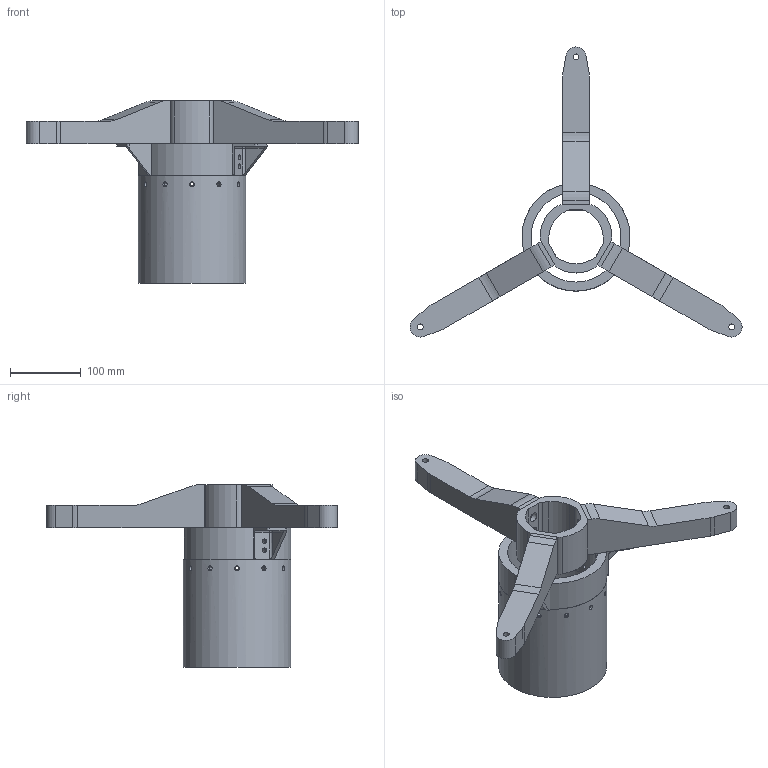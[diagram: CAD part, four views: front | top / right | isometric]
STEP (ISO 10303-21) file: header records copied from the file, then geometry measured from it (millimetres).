
FILE_DESCRIPTION(/* description */ (''),/* implementation_level */ '2;1');
FILE_NAME(/* name */ 'R102 TOP STR FEA EXPORT.stp',/* time_stamp */ '2025-09-29T14:14:19-04:00',/* author */ (''),/* organization */ (''),/* preprocessor_version */ 'ST-DEVELOPER v19.4',/* originating_system */ 'SIEMENS PLM Software NX2306.8900',/* authorisation */ '');
FILE_SCHEMA (('AUTOMOTIVE_DESIGN { 1 0 10303 214 3 1 1 1 }'));
Length unit declared in the file: inch
Products named in the file (1): R102 TOP STR FEA EXPORT_objects
Bounding box: 468.49 x 409.55 x 257.81 mm (x, y, z)
Volume: 1688977.8 mm3; surface area: 404212.7 mm2
Topology: 8 solids, 8 shells, 229 faces, 767 edges, 546 vertices
Faces by surface type: cylinder 129, plane 71, cone 27, sphere 2
Full cylindrical faces by diameter (mm): 5.105 x12, 5.41 x30, 6.746 x20, 8.433 x3, 11.509 x6, 13.492 x6, 127 x1, 146.05 x2, 152.4 x1
Entity records: 10974 total; most frequent: CARTESIAN_POINT 4792, DIRECTION 1242, ORIENTED_EDGE 934, AXIS2_PLACEMENT_3D 518, EDGE_CURVE 467, EDGE_LOOP 450, VERTEX_POINT 387, FACE_BOUND 386
